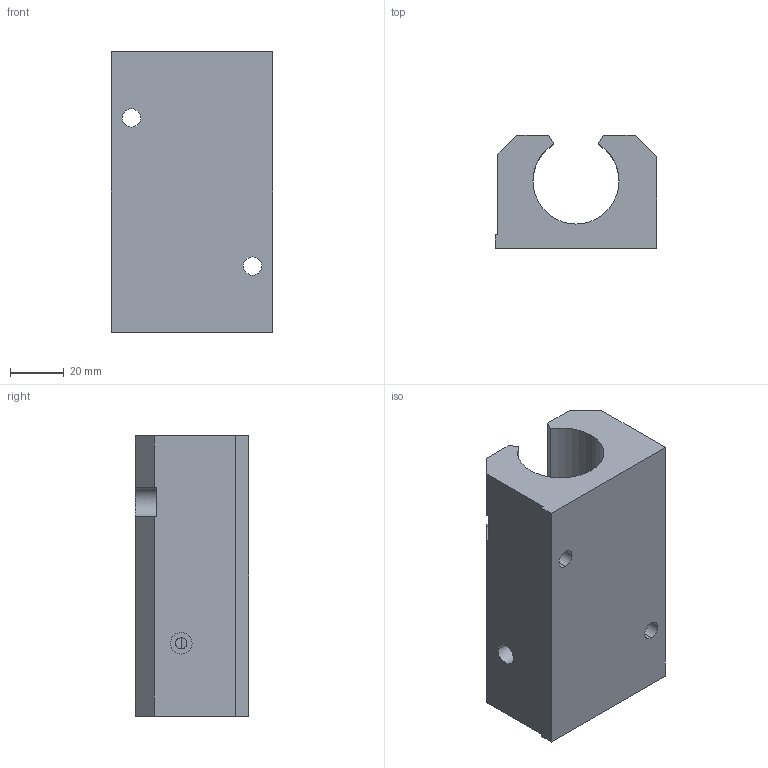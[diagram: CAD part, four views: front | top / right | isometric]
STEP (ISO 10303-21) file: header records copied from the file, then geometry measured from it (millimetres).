
FILE_DESCRIPTION (( 'STEP AP214' ), '1' );
FILE_NAME ('KTGO87-20.step', '2021-11-27T12:02:01', ( '' ), ( '' ), 'SwSTEP 2.0', 'SolidWorks 2021', '' );
FILE_SCHEMA (( 'AUTOMOTIVE_DESIGN' ));
Length unit declared in the file: millimetre
Products named in the file (1): KTGO87-20
Bounding box: 60 x 42 x 104 mm (x, y, z)
Volume: 159775 mm3; surface area: 33217.4 mm2
Topology: 1 solids, 1 shells, 46 faces, 122 edges, 78 vertices
Faces by surface type: plane 23, cylinder 21, cone 2
Entity records: 1738 total; most frequent: CARTESIAN_POINT 423, ORIENTED_EDGE 244, DIRECTION 242, EDGE_CURVE 122, AXIS2_PLACEMENT_3D 83, VERTEX_POINT 78, VECTOR 76, LINE 76
